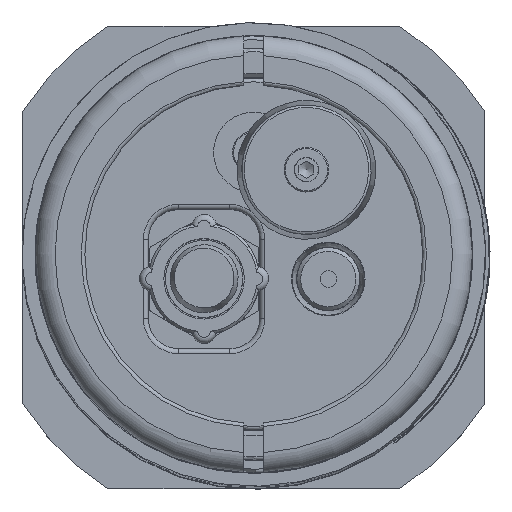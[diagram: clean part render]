
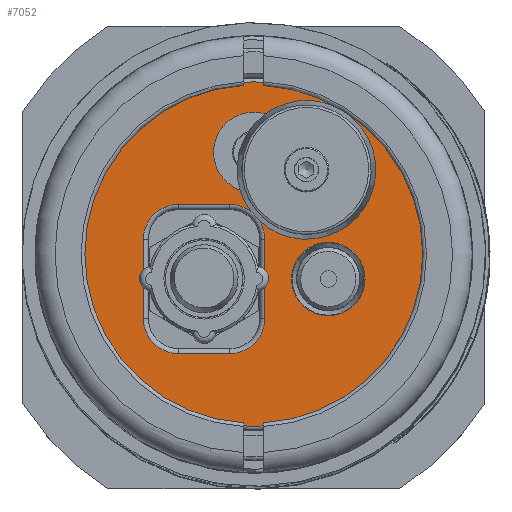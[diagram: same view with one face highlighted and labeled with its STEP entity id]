
A CAD part, top view. The second image highlights one B-rep face of the part: STEP entity #7052.
In plain terms, the highlighted planar face has unit normal (0, 0, 1).
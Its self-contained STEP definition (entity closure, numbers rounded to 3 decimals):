
#5170=CARTESIAN_POINT('',(222.123,266.428,359.062));
#5171=VERTEX_POINT('',#5170);
#5172=CARTESIAN_POINT('',(219.527,264.924,359.062));
#5173=DIRECTION('',(0.,0.,-1.0));
#5174=DIRECTION('',(-0.865,-0.501,0.));
#5175=AXIS2_PLACEMENT_3D('',#5172,#5173,#5174);
#5176=CIRCLE('',#5175,3.);
#5177=EDGE_CURVE('',#5171,#5171,#5176,.T.);
#6525=CARTESIAN_POINT('',(223.928,250.363,359.062));
#6526=VERTEX_POINT('',#6525);
#6527=CARTESIAN_POINT('',(223.928,242.963,359.062));
#6528=DIRECTION('',(0.0,0.0,-1.0));
#6529=DIRECTION('',(0.0,-1.0,0.0));
#6530=AXIS2_PLACEMENT_3D('',#6527,#6528,#6529);
#6531=CIRCLE('',#6530,7.4);
#6532=EDGE_CURVE('',#6526,#6526,#6531,.T.);
#6650=CARTESIAN_POINT('',(208.928,282.663,359.062));
#6651=VERTEX_POINT('',#6650);
#6652=CARTESIAN_POINT('',(208.928,247.963,359.062));
#6653=DIRECTION('',(0.0,0.0,-1.0));
#6654=DIRECTION('',(0.0,-1.0,0.0));
#6655=AXIS2_PLACEMENT_3D('',#6652,#6653,#6654);
#6656=CIRCLE('',#6655,34.7);
#6657=EDGE_CURVE('',#6651,#6651,#6656,.T.);
#6785=CARTESIAN_POINT('',(208.928,276.553,359.062));
#6786=VERTEX_POINT('',#6785);
#6787=CARTESIAN_POINT('',(208.928,268.463,359.062));
#6788=DIRECTION('',(0.0,0.0,-1.0));
#6789=DIRECTION('',(0.0,1.0,0.0));
#6790=AXIS2_PLACEMENT_3D('',#6787,#6788,#6789);
#6791=CIRCLE('',#6790,8.09);
#6792=EDGE_CURVE('',#6786,#6786,#6791,.T.);
#6965=CARTESIAN_POINT('',(208.928,265.688,359.062));
#6966=DIRECTION('',(0.0,0.0,1.0));
#6967=DIRECTION('',(1.0,0.0,0.0));
#6968=AXIS2_PLACEMENT_3D('',#6965,#6966,#6967);
#6969=PLANE('',#6968);
#6970=ORIENTED_EDGE('',*,*,#6657,.F.);
#6971=EDGE_LOOP('',(#6970));
#6972=FACE_OUTER_BOUND('',#6971,.T.);
#6973=ORIENTED_EDGE('',*,*,#5177,.T.);
#6974=EDGE_LOOP('',(#6973));
#6975=FACE_BOUND('',#6974,.T.);
#6976=ORIENTED_EDGE('',*,*,#6532,.T.);
#6977=EDGE_LOOP('',(#6976));
#6978=FACE_BOUND('',#6977,.T.);
#6979=ORIENTED_EDGE('',*,*,#6792,.T.);
#6980=EDGE_LOOP('',(#6979));
#6981=FACE_BOUND('',#6980,.T.);
#6982=CARTESIAN_POINT('',(186.728,234.963,359.062));
#6983=VERTEX_POINT('',#6982);
#6984=CARTESIAN_POINT('',(193.728,227.963,359.062));
#6985=VERTEX_POINT('',#6984);
#6986=CARTESIAN_POINT('',(193.728,234.963,359.062));
#6987=DIRECTION('',(0.,0.,1.0));
#6988=DIRECTION('',(-0.707,-0.707,0.));
#6989=AXIS2_PLACEMENT_3D('',#6986,#6987,#6988);
#6990=CIRCLE('',#6989,7.);
#6991=EDGE_CURVE('',#6983,#6985,#6990,.T.);
#6992=ORIENTED_EDGE('',*,*,#6991,.F.);
#6993=CARTESIAN_POINT('',(186.728,250.963,359.062));
#6994=VERTEX_POINT('',#6993);
#6995=CARTESIAN_POINT('',(186.728,250.963,359.062));
#6996=DIRECTION('',(0.0,-1.0,0.0));
#6997=VECTOR('',#6996,16.0);
#6998=LINE('',#6995,#6997);
#6999=EDGE_CURVE('',#6994,#6983,#6998,.T.);
#7000=ORIENTED_EDGE('',*,*,#6999,.F.);
#7001=CARTESIAN_POINT('',(193.728,257.963,359.062));
#7002=VERTEX_POINT('',#7001);
#7003=CARTESIAN_POINT('',(193.728,250.963,359.062));
#7004=DIRECTION('',(0.,0.,1.0));
#7005=DIRECTION('',(-0.707,0.707,0.));
#7006=AXIS2_PLACEMENT_3D('',#7003,#7004,#7005);
#7007=CIRCLE('',#7006,7.);
#7008=EDGE_CURVE('',#7002,#6994,#7007,.T.);
#7009=ORIENTED_EDGE('',*,*,#7008,.F.);
#7010=CARTESIAN_POINT('',(204.128,257.963,359.062));
#7011=VERTEX_POINT('',#7010);
#7012=CARTESIAN_POINT('',(204.128,257.963,359.062));
#7013=DIRECTION('',(-1.0,0.0,0.0));
#7014=VECTOR('',#7013,10.4);
#7015=LINE('',#7012,#7014);
#7016=EDGE_CURVE('',#7011,#7002,#7015,.T.);
#7017=ORIENTED_EDGE('',*,*,#7016,.F.);
#7018=CARTESIAN_POINT('',(211.128,250.963,359.062));
#7019=VERTEX_POINT('',#7018);
#7020=CARTESIAN_POINT('',(204.128,250.963,359.062));
#7021=DIRECTION('',(0.,0.,1.0));
#7022=DIRECTION('',(0.707,0.707,0.));
#7023=AXIS2_PLACEMENT_3D('',#7020,#7021,#7022);
#7024=CIRCLE('',#7023,7.);
#7025=EDGE_CURVE('',#7019,#7011,#7024,.T.);
#7026=ORIENTED_EDGE('',*,*,#7025,.F.);
#7027=CARTESIAN_POINT('',(211.128,234.963,359.062));
#7028=VERTEX_POINT('',#7027);
#7029=CARTESIAN_POINT('',(211.128,234.963,359.062));
#7030=DIRECTION('',(0.0,1.0,0.0));
#7031=VECTOR('',#7030,16.0);
#7032=LINE('',#7029,#7031);
#7033=EDGE_CURVE('',#7028,#7019,#7032,.T.);
#7034=ORIENTED_EDGE('',*,*,#7033,.F.);
#7035=CARTESIAN_POINT('',(204.128,227.963,359.062));
#7036=VERTEX_POINT('',#7035);
#7037=CARTESIAN_POINT('',(204.128,234.963,359.062));
#7038=DIRECTION('',(0.,0.,1.0));
#7039=DIRECTION('',(0.707,-0.707,0.));
#7040=AXIS2_PLACEMENT_3D('',#7037,#7038,#7039);
#7041=CIRCLE('',#7040,7.);
#7042=EDGE_CURVE('',#7036,#7028,#7041,.T.);
#7043=ORIENTED_EDGE('',*,*,#7042,.F.);
#7044=CARTESIAN_POINT('',(193.728,227.963,359.062));
#7045=DIRECTION('',(1.0,0.0,0.0));
#7046=VECTOR('',#7045,10.4);
#7047=LINE('',#7044,#7046);
#7048=EDGE_CURVE('',#6985,#7036,#7047,.T.);
#7049=ORIENTED_EDGE('',*,*,#7048,.F.);
#7050=EDGE_LOOP('',(#6992,#7000,#7009,#7017,#7026,#7034,#7043,#7049));
#7051=FACE_BOUND('',#7050,.T.);
#7052=ADVANCED_FACE('',(#6972,#6975,#6978,#6981,#7051),#6969,.T.);
